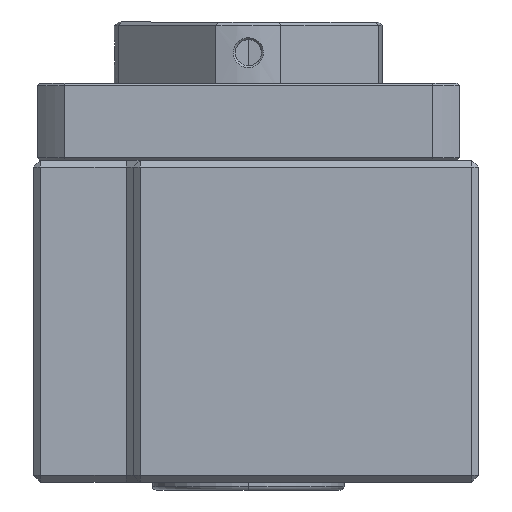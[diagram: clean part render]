
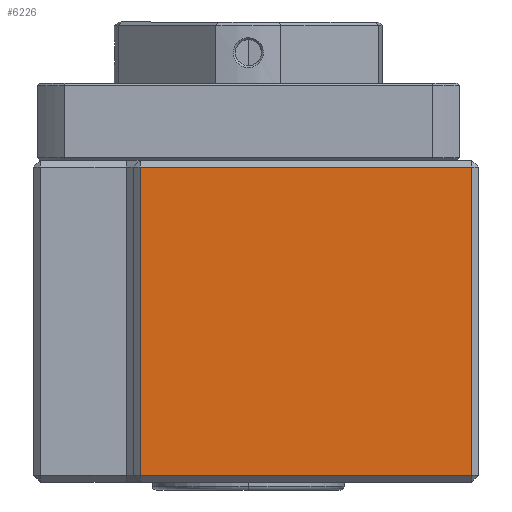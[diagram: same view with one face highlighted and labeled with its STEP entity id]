
A CAD part, left-side view. The second image highlights one B-rep face of the part: STEP entity #6226.
In plain terms, the highlighted planar face has unit normal (-1, 0, 0).
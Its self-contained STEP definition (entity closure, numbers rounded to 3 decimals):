
#585 = PLANE ( 'NONE',  #618 ) ;
#618 = AXIS2_PLACEMENT_3D ( 'NONE', #1287, #1383, #1454 ) ;
#750 = CARTESIAN_POINT ( 'NONE',  ( -47.5, 45., -20.1 ) ) ;
#770 = DIRECTION ( 'NONE',  ( 0., -1., 0. ) ) ;
#934 = CARTESIAN_POINT ( 'NONE',  ( -47.5, 0.9, -20.1 ) ) ;
#1287 = CARTESIAN_POINT ( 'NONE',  ( -47.5, 45., 21. ) ) ;
#1297 = VECTOR ( 'NONE', #7388, 1000. ) ;
#1383 = DIRECTION ( 'NONE',  ( 1., 0., 0. ) ) ;
#1454 = DIRECTION ( 'NONE',  ( 0., 1., 0. ) ) ;
#1521 = VERTEX_POINT ( 'NONE', #1537 ) ;
#1537 = CARTESIAN_POINT ( 'NONE',  ( -47.5, 0.9, 20.1 ) ) ;
#1566 = ORIENTED_EDGE ( 'NONE', *, *, #3065, .T. ) ;
#1623 = ORIENTED_EDGE ( 'NONE', *, *, #4798, .T. ) ;
#2258 = DIRECTION ( 'NONE',  ( 0., 0., -1. ) ) ;
#2341 = CARTESIAN_POINT ( 'NONE',  ( -47.5, 44.1, 21. ) ) ;
#2826 = LINE ( 'NONE', #6004, #3814 ) ;
#3065 = EDGE_CURVE ( 'NONE', #3974, #7942, #4437, .T. ) ;
#3812 = CARTESIAN_POINT ( 'NONE',  ( -47.5, 44.1, -20.1 ) ) ;
#3814 = VECTOR ( 'NONE', #6124, 1000. ) ;
#3964 = EDGE_LOOP ( 'NONE', ( #7633, #7412, #1623, #1566 ) ) ;
#3974 = VERTEX_POINT ( 'NONE', #6831 ) ;
#4437 = LINE ( 'NONE', #2341, #4599 ) ;
#4495 = LINE ( 'NONE', #7483, #1297 ) ;
#4599 = VECTOR ( 'NONE', #2258, 1000. ) ;
#4798 = EDGE_CURVE ( 'NONE', #1521, #3974, #2826, .T. ) ;
#4978 = VECTOR ( 'NONE', #770, 1000. ) ;
#5428 = EDGE_CURVE ( 'NONE', #7942, #7662, #8109, .T. ) ;
#5554 = EDGE_CURVE ( 'NONE', #7662, #1521, #4495, .T. ) ;
#6004 = CARTESIAN_POINT ( 'NONE',  ( -47.5, 45., 20.1 ) ) ;
#6124 = DIRECTION ( 'NONE',  ( 0., 1., 0. ) ) ;
#6226 = ADVANCED_FACE ( 'NONE', ( #8396 ), #585, .F. ) ;
#6831 = CARTESIAN_POINT ( 'NONE',  ( -47.5, 44.1, 20.1 ) ) ;
#7388 = DIRECTION ( 'NONE',  ( 0., 0., 1. ) ) ;
#7412 = ORIENTED_EDGE ( 'NONE', *, *, #5554, .T. ) ;
#7483 = CARTESIAN_POINT ( 'NONE',  ( -47.5, 0.9, 21. ) ) ;
#7633 = ORIENTED_EDGE ( 'NONE', *, *, #5428, .T. ) ;
#7662 = VERTEX_POINT ( 'NONE', #934 ) ;
#7942 = VERTEX_POINT ( 'NONE', #3812 ) ;
#8109 = LINE ( 'NONE', #750, #4978 ) ;
#8396 = FACE_OUTER_BOUND ( 'NONE', #3964, .T. ) ;
